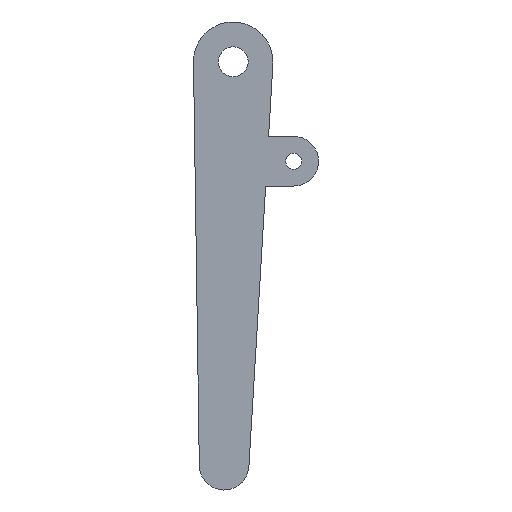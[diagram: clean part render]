
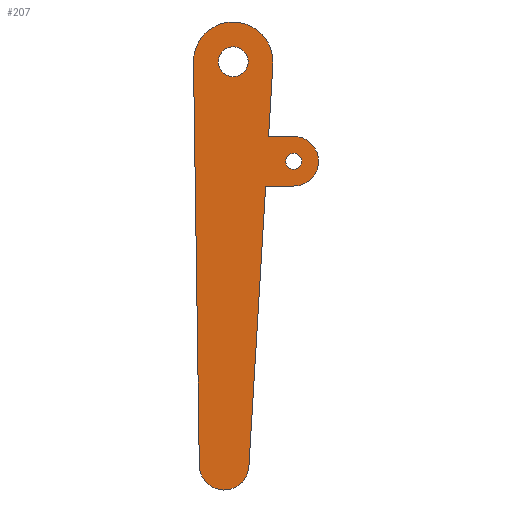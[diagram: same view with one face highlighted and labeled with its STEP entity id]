
A CAD part, left-side view. The second image highlights one B-rep face of the part: STEP entity #207.
In plain terms, the highlighted planar face has unit normal (-1, 0, 0).
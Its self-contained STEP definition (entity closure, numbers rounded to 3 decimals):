
#10 = ORIENTED_EDGE ( 'NONE', *, *, #294, .F. ) ;
#18 = LINE ( 'NONE', #331, #79 ) ;
#23 = CARTESIAN_POINT ( 'NONE',  ( 0., -7.119, -15.038 ) ) ;
#29 = LINE ( 'NONE', #340, #322 ) ;
#31 = VERTEX_POINT ( 'NONE', #43 ) ;
#33 = VERTEX_POINT ( 'NONE', #117 ) ;
#40 = CARTESIAN_POINT ( 'NONE',  ( 0., -12.174, -15.038 ) ) ;
#43 = CARTESIAN_POINT ( 'NONE',  ( 0., -3.158, -81.543 ) ) ;
#44 = EDGE_CURVE ( 'NONE', #143, #33, #395, .T. ) ;
#46 = CIRCLE ( 'NONE', #380, 8. ) ;
#56 = CIRCLE ( 'NONE', #89, 5. ) ;
#57 = EDGE_CURVE ( 'NONE', #31, #320, #233, .T. ) ;
#58 = VECTOR ( 'NONE', #286, 1000. ) ;
#59 = ORIENTED_EDGE ( 'NONE', *, *, #84, .F. ) ;
#60 = DIRECTION ( 'NONE',  ( 1., 0., 0. ) ) ;
#63 = ORIENTED_EDGE ( 'NONE', *, *, #422, .T. ) ;
#65 = VERTEX_POINT ( 'NONE', #196 ) ;
#69 = CARTESIAN_POINT ( 'NONE',  ( 0., 0., 3. ) ) ;
#70 = VERTEX_POINT ( 'NONE', #277 ) ;
#73 = CARTESIAN_POINT ( 'NONE',  ( 0., -12.174, -20.038 ) ) ;
#77 = DIRECTION ( 'NONE',  ( 1., 0., 0. ) ) ;
#79 = VECTOR ( 'NONE', #474, 1000. ) ;
#81 = DIRECTION ( 'NONE',  ( 0., 0., -1. ) ) ;
#84 = EDGE_CURVE ( 'NONE', #65, #179, #46, .T. ) ;
#89 = AXIS2_PLACEMENT_3D ( 'NONE', #285, #171, #90 ) ;
#90 = DIRECTION ( 'NONE',  ( 0., 0., -1. ) ) ;
#98 = AXIS2_PLACEMENT_3D ( 'NONE', #477, #407, #251 ) ;
#99 = CARTESIAN_POINT ( 'NONE',  ( 0., 0., 0. ) ) ;
#102 = CARTESIAN_POINT ( 'NONE',  ( 0., 0., 8. ) ) ;
#110 = VERTEX_POINT ( 'NONE', #485 ) ;
#113 = AXIS2_PLACEMENT_3D ( 'NONE', #136, #60, #439 ) ;
#115 = ORIENTED_EDGE ( 'NONE', *, *, #349, .F. ) ;
#117 = CARTESIAN_POINT ( 'NONE',  ( 0., -6.523, -25.038 ) ) ;
#125 = DIRECTION ( 'NONE',  ( 0., 0., -1. ) ) ;
#126 = EDGE_CURVE ( 'NONE', #249, #362, #18, .T. ) ;
#136 = CARTESIAN_POINT ( 'NONE',  ( 0., -12.174, -20.038 ) ) ;
#137 = EDGE_CURVE ( 'NONE', #110, #346, #494, .T. ) ;
#142 = CARTESIAN_POINT ( 'NONE',  ( 0., -7.986, -0.476 ) ) ;
#143 = VERTEX_POINT ( 'NONE', #292 ) ;
#146 = CARTESIAN_POINT ( 'NONE',  ( 0., 0., 0. ) ) ;
#147 = EDGE_LOOP ( 'NONE', ( #59, #10, #421, #115, #483, #172, #228, #193, #265 ) ) ;
#154 = AXIS2_PLACEMENT_3D ( 'NONE', #99, #365, #325 ) ;
#169 = EDGE_CURVE ( 'NONE', #362, #412, #445, .T. ) ;
#170 = FACE_OUTER_BOUND ( 'NONE', #147, .T. ) ;
#171 = DIRECTION ( 'NONE',  ( 1., 0., 0. ) ) ;
#172 = ORIENTED_EDGE ( 'NONE', *, *, #200, .F. ) ;
#173 = EDGE_CURVE ( 'NONE', #383, #70, #347, .T. ) ;
#175 = EDGE_LOOP ( 'NONE', ( #262, #305 ) ) ;
#179 = VERTEX_POINT ( 'NONE', #102 ) ;
#185 = VECTOR ( 'NONE', #377, 1000. ) ;
#193 = ORIENTED_EDGE ( 'NONE', *, *, #126, .F. ) ;
#196 = CARTESIAN_POINT ( 'NONE',  ( 0., 7.999, -0.115 ) ) ;
#200 = EDGE_CURVE ( 'NONE', #412, #143, #56, .T. ) ;
#203 = DIRECTION ( 'NONE',  ( 1., 0., 0. ) ) ;
#204 = AXIS2_PLACEMENT_3D ( 'NONE', #73, #302, #220 ) ;
#207 = ADVANCED_FACE ( 'NONE', ( #170, #218, #403 ), #372, .F. ) ;
#212 = CIRCLE ( 'NONE', #244, 8. ) ;
#218 = FACE_BOUND ( 'NONE', #175, .T. ) ;
#220 = DIRECTION ( 'NONE',  ( 0., 0., -1. ) ) ;
#228 = ORIENTED_EDGE ( 'NONE', *, *, #169, .F. ) ;
#229 = CARTESIAN_POINT ( 'NONE',  ( 0., 7.999, -0.115 ) ) ;
#233 = CIRCLE ( 'NONE', #475, 5. ) ;
#237 = DIRECTION ( 'NONE',  ( 0., 0., -1. ) ) ;
#244 = AXIS2_PLACEMENT_3D ( 'NONE', #146, #497, #410 ) ;
#245 = DIRECTION ( 'NONE',  ( 1., 0., 0. ) ) ;
#247 = CIRCLE ( 'NONE', #480, 3. ) ;
#249 = VERTEX_POINT ( 'NONE', #142 ) ;
#251 = DIRECTION ( 'NONE',  ( 0., 0., -1. ) ) ;
#252 = CIRCLE ( 'NONE', #204, 1.6 ) ;
#262 = ORIENTED_EDGE ( 'NONE', *, *, #355, .T. ) ;
#265 = ORIENTED_EDGE ( 'NONE', *, *, #280, .F. ) ;
#272 = CARTESIAN_POINT ( 'NONE',  ( 0., 1.833, -81.246 ) ) ;
#277 = CARTESIAN_POINT ( 'NONE',  ( 0., -12.174, -18.438 ) ) ;
#280 = EDGE_CURVE ( 'NONE', #179, #249, #212, .T. ) ;
#285 = CARTESIAN_POINT ( 'NONE',  ( 0., -12.174, -20.038 ) ) ;
#286 = DIRECTION ( 'NONE',  ( 0., -1., 0. ) ) ;
#292 = CARTESIAN_POINT ( 'NONE',  ( 0., -12.174, -25.038 ) ) ;
#294 = EDGE_CURVE ( 'NONE', #320, #65, #337, .T. ) ;
#302 = DIRECTION ( 'NONE',  ( 1., 0., 0. ) ) ;
#304 = DIRECTION ( 'NONE',  ( 0., 0.059, -0.998 ) ) ;
#305 = ORIENTED_EDGE ( 'NONE', *, *, #173, .T. ) ;
#309 = CARTESIAN_POINT ( 'NONE',  ( 0., 0., 0. ) ) ;
#311 = DIRECTION ( 'NONE',  ( 0., 1., 0. ) ) ;
#314 = VECTOR ( 'NONE', #311, 1000. ) ;
#320 = VERTEX_POINT ( 'NONE', #446 ) ;
#322 = VECTOR ( 'NONE', #304, 1000. ) ;
#325 = DIRECTION ( 'NONE',  ( 0., 0., -1. ) ) ;
#329 = EDGE_LOOP ( 'NONE', ( #63, #492 ) ) ;
#331 = CARTESIAN_POINT ( 'NONE',  ( 0., -7.986, -0.476 ) ) ;
#337 = LINE ( 'NONE', #229, #185 ) ;
#340 = CARTESIAN_POINT ( 'NONE',  ( 0., -6.523, -25.038 ) ) ;
#346 = VERTEX_POINT ( 'NONE', #69 ) ;
#347 = CIRCLE ( 'NONE', #113, 1.6 ) ;
#349 = EDGE_CURVE ( 'NONE', #33, #31, #29, .T. ) ;
#355 = EDGE_CURVE ( 'NONE', #70, #383, #252, .T. ) ;
#356 = CARTESIAN_POINT ( 'NONE',  ( 0., -12.174, -21.638 ) ) ;
#362 = VERTEX_POINT ( 'NONE', #23 ) ;
#365 = DIRECTION ( 'NONE',  ( 1., 0., 0. ) ) ;
#372 = PLANE ( 'NONE',  #154 ) ;
#377 = DIRECTION ( 'NONE',  ( 0., 0.014, 1. ) ) ;
#380 = AXIS2_PLACEMENT_3D ( 'NONE', #426, #77, #81 ) ;
#383 = VERTEX_POINT ( 'NONE', #356 ) ;
#395 = LINE ( 'NONE', #473, #314 ) ;
#399 = CARTESIAN_POINT ( 'NONE',  ( 0., -12.174, -15.038 ) ) ;
#403 = FACE_BOUND ( 'NONE', #329, .T. ) ;
#407 = DIRECTION ( 'NONE',  ( 1., 0., 0. ) ) ;
#410 = DIRECTION ( 'NONE',  ( 0., 0., -1. ) ) ;
#412 = VERTEX_POINT ( 'NONE', #40 ) ;
#421 = ORIENTED_EDGE ( 'NONE', *, *, #57, .F. ) ;
#422 = EDGE_CURVE ( 'NONE', #346, #110, #247, .T. ) ;
#426 = CARTESIAN_POINT ( 'NONE',  ( 0., 0., 0. ) ) ;
#439 = DIRECTION ( 'NONE',  ( 0., 0., -1. ) ) ;
#445 = LINE ( 'NONE', #399, #58 ) ;
#446 = CARTESIAN_POINT ( 'NONE',  ( 0., 6.833, -81.246 ) ) ;
#473 = CARTESIAN_POINT ( 'NONE',  ( 0., -12.174, -25.038 ) ) ;
#474 = DIRECTION ( 'NONE',  ( 0., 0.059, -0.998 ) ) ;
#475 = AXIS2_PLACEMENT_3D ( 'NONE', #272, #245, #125 ) ;
#477 = CARTESIAN_POINT ( 'NONE',  ( 0., 0., 0. ) ) ;
#480 = AXIS2_PLACEMENT_3D ( 'NONE', #309, #203, #237 ) ;
#483 = ORIENTED_EDGE ( 'NONE', *, *, #44, .F. ) ;
#485 = CARTESIAN_POINT ( 'NONE',  ( 0., 0., -3. ) ) ;
#492 = ORIENTED_EDGE ( 'NONE', *, *, #137, .T. ) ;
#494 = CIRCLE ( 'NONE', #98, 3. ) ;
#497 = DIRECTION ( 'NONE',  ( 1., 0., 0. ) ) ;
